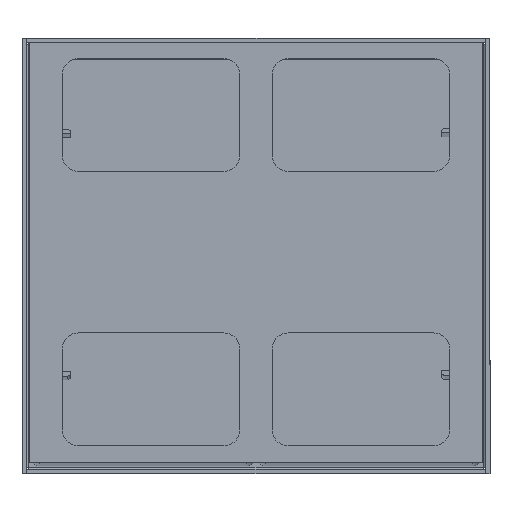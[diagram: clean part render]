
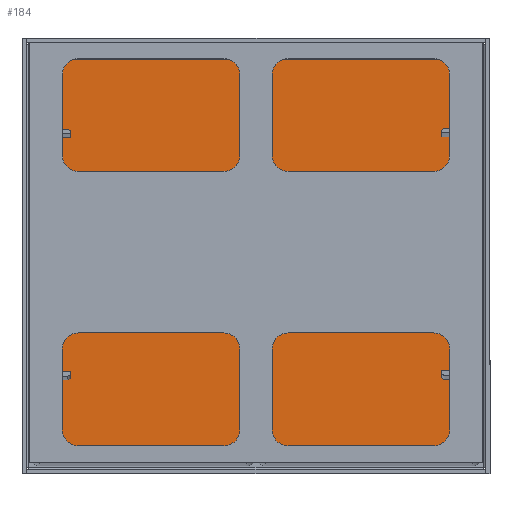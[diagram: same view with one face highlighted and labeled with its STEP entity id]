
A CAD part, top view. The second image highlights one B-rep face of the part: STEP entity #184.
In plain terms, the highlighted face is planar.
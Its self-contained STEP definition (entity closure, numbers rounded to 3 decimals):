
#184 = ADVANCED_FACE ( 'NONE', ( #6810 ), #1713, .F. ) ;
#289 = ORIENTED_EDGE ( 'NONE', *, *, #490, .F. ) ;
#490 = EDGE_CURVE ( 'NONE', #1437, #5721, #1493, .T. ) ;
#537 = CARTESIAN_POINT ( 'NONE',  ( -60.9, 63., -1.4 ) ) ;
#569 = VERTEX_POINT ( 'NONE', #904 ) ;
#743 = VECTOR ( 'NONE', #1438, 1000. ) ;
#904 = CARTESIAN_POINT ( 'NONE',  ( 60.9, -63., -1.4 ) ) ;
#1015 = CARTESIAN_POINT ( 'NONE',  ( -60.9, -63., -1.4 ) ) ;
#1018 = EDGE_LOOP ( 'NONE', ( #6063, #289, #1501, #6241 ) ) ;
#1027 = DIRECTION ( 'NONE',  ( 1., 0., 0. ) ) ;
#1365 = VERTEX_POINT ( 'NONE', #1015 ) ;
#1437 = VERTEX_POINT ( 'NONE', #6355 ) ;
#1438 = DIRECTION ( 'NONE',  ( -1., 0., 0. ) ) ;
#1493 = LINE ( 'NONE', #6612, #4566 ) ;
#1501 = ORIENTED_EDGE ( 'NONE', *, *, #2843, .F. ) ;
#1713 = PLANE ( 'NONE',  #2688 ) ;
#2548 = CARTESIAN_POINT ( 'NONE',  ( -62.9, -63., -1.4 ) ) ;
#2610 = EDGE_CURVE ( 'NONE', #5721, #1365, #4715, .T. ) ;
#2688 = AXIS2_PLACEMENT_3D ( 'NONE', #4237, #6033, #1027 ) ;
#2843 = EDGE_CURVE ( 'NONE', #569, #1437, #5898, .T. ) ;
#3474 = DIRECTION ( 'NONE',  ( -1., 0., 0. ) ) ;
#3629 = LINE ( 'NONE', #2548, #743 ) ;
#3781 = CARTESIAN_POINT ( 'NONE',  ( -60.9, -63., -1.4 ) ) ;
#4237 = CARTESIAN_POINT ( 'NONE',  ( -62.9, 63., -1.4 ) ) ;
#4560 = EDGE_CURVE ( 'NONE', #569, #1365, #3629, .T. ) ;
#4566 = VECTOR ( 'NONE', #3474, 1000. ) ;
#4620 = VECTOR ( 'NONE', #5212, 1000. ) ;
#4639 = CARTESIAN_POINT ( 'NONE',  ( 60.9, 63., -1.4 ) ) ;
#4715 = LINE ( 'NONE', #3781, #6160 ) ;
#4717 = DIRECTION ( 'NONE',  ( 0., -1., 0. ) ) ;
#5212 = DIRECTION ( 'NONE',  ( 0., 1., 0. ) ) ;
#5721 = VERTEX_POINT ( 'NONE', #537 ) ;
#5898 = LINE ( 'NONE', #4639, #4620 ) ;
#6033 = DIRECTION ( 'NONE',  ( 0., 0., 1. ) ) ;
#6063 = ORIENTED_EDGE ( 'NONE', *, *, #2610, .F. ) ;
#6160 = VECTOR ( 'NONE', #4717, 1000. ) ;
#6241 = ORIENTED_EDGE ( 'NONE', *, *, #4560, .T. ) ;
#6355 = CARTESIAN_POINT ( 'NONE',  ( 60.9, 63., -1.4 ) ) ;
#6612 = CARTESIAN_POINT ( 'NONE',  ( -62.9, 63., -1.4 ) ) ;
#6810 = FACE_OUTER_BOUND ( 'NONE', #1018, .T. ) ;
